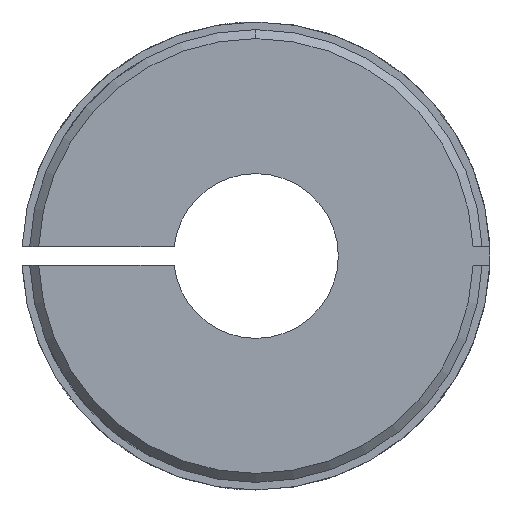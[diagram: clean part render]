
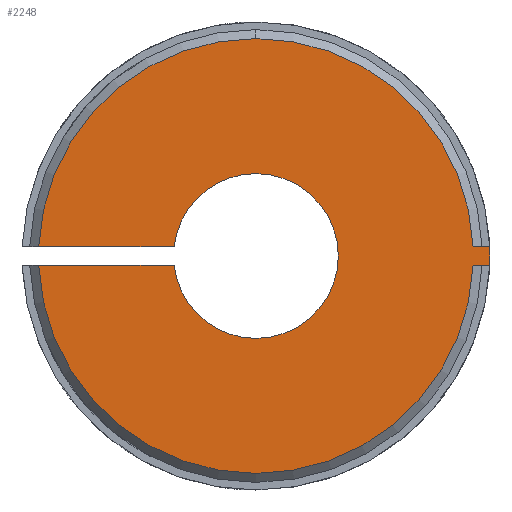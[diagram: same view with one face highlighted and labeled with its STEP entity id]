
A CAD part, front view. The second image highlights one B-rep face of the part: STEP entity #2248.
In plain terms, the highlighted planar face has unit normal (0, -1, 0).
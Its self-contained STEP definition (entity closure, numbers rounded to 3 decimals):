
#27 = CIRCLE ( 'NONE', #1704, 18.478 ) ;
#28 = EDGE_CURVE ( 'NONE', #1888, #2169, #1789, .T. ) ;
#254 = DIRECTION ( 'NONE',  ( 0., 1., 0. ) ) ;
#292 = EDGE_CURVE ( 'NONE', #2411, #1888, #1081, .T. ) ;
#297 = DIRECTION ( 'NONE',  ( 0., 1., 0. ) ) ;
#485 = EDGE_CURVE ( 'NONE', #1731, #2797, #2768, .T. ) ;
#590 = AXIS2_PLACEMENT_3D ( 'NONE', #3909, #297, #2423 ) ;
#612 = ORIENTED_EDGE ( 'NONE', *, *, #292, .F. ) ;
#627 = ORIENTED_EDGE ( 'NONE', *, *, #3875, .T. ) ;
#632 = CARTESIAN_POINT ( 'NONE',  ( 19.224, 0., 0.8 ) ) ;
#664 = LINE ( 'NONE', #3444, #2974 ) ;
#694 = EDGE_LOOP ( 'NONE', ( #1834, #627, #1035, #1920, #612, #1068, #993, #3113, #1334, #2077, #1687 ) ) ;
#723 = CARTESIAN_POINT ( 'NONE',  ( 0., 0., 0. ) ) ;
#825 = DIRECTION ( 'NONE',  ( -1., 0., 0. ) ) ;
#943 = DIRECTION ( 'NONE',  ( 0., 0., 1. ) ) ;
#958 = VERTEX_POINT ( 'NONE', #1073 ) ;
#974 = CIRCLE ( 'NONE', #3260, 7. ) ;
#993 = ORIENTED_EDGE ( 'NONE', *, *, #485, .T. ) ;
#1013 = DIRECTION ( 'NONE',  ( 0., 0., 1. ) ) ;
#1035 = ORIENTED_EDGE ( 'NONE', *, *, #1804, .F. ) ;
#1068 = ORIENTED_EDGE ( 'NONE', *, *, #2730, .T. ) ;
#1073 = CARTESIAN_POINT ( 'NONE',  ( 0., 0., 7. ) ) ;
#1081 = LINE ( 'NONE', #632, #3223 ) ;
#1095 = AXIS2_PLACEMENT_3D ( 'NONE', #723, #2839, #1013 ) ;
#1159 = CARTESIAN_POINT ( 'NONE',  ( -6.954, 0., -0.8 ) ) ;
#1191 = VERTEX_POINT ( 'NONE', #1742 ) ;
#1207 = CARTESIAN_POINT ( 'NONE',  ( 0., 0., 0. ) ) ;
#1258 = CIRCLE ( 'NONE', #1095, 18.478 ) ;
#1262 = EDGE_CURVE ( 'NONE', #2797, #3660, #1547, .T. ) ;
#1272 = CARTESIAN_POINT ( 'NONE',  ( -18.461, 0., -0.8 ) ) ;
#1331 = DIRECTION ( 'NONE',  ( -1., 0., 0. ) ) ;
#1334 = ORIENTED_EDGE ( 'NONE', *, *, #3487, .T. ) ;
#1452 = CARTESIAN_POINT ( 'NONE',  ( 0., 0., 0. ) ) ;
#1467 = EDGE_CURVE ( 'NONE', #2012, #3720, #3884, .T. ) ;
#1527 = DIRECTION ( 'NONE',  ( 0., 0., 1. ) ) ;
#1532 = DIRECTION ( 'NONE',  ( 1., 0., 0. ) ) ;
#1547 = LINE ( 'NONE', #3532, #3840 ) ;
#1582 = CARTESIAN_POINT ( 'NONE',  ( 0., 0., 0. ) ) ;
#1646 = DIRECTION ( 'NONE',  ( 0., -1., 0. ) ) ;
#1687 = ORIENTED_EDGE ( 'NONE', *, *, #2128, .T. ) ;
#1704 = AXIS2_PLACEMENT_3D ( 'NONE', #3441, #1646, #3746 ) ;
#1731 = VERTEX_POINT ( 'NONE', #2821 ) ;
#1742 = CARTESIAN_POINT ( 'NONE',  ( 0., 0., -7. ) ) ;
#1789 = CIRCLE ( 'NONE', #3330, 19.888 ) ;
#1804 = EDGE_CURVE ( 'NONE', #2169, #2668, #664, .T. ) ;
#1825 = CARTESIAN_POINT ( 'NONE',  ( 18.461, 0., 0.8 ) ) ;
#1834 = ORIENTED_EDGE ( 'NONE', *, *, #1467, .T. ) ;
#1888 = VERTEX_POINT ( 'NONE', #2569 ) ;
#1900 = DIRECTION ( 'NONE',  ( 0., 0., 1. ) ) ;
#1920 = ORIENTED_EDGE ( 'NONE', *, *, #28, .F. ) ;
#2012 = VERTEX_POINT ( 'NONE', #1159 ) ;
#2077 = ORIENTED_EDGE ( 'NONE', *, *, #3795, .T. ) ;
#2081 = CARTESIAN_POINT ( 'NONE',  ( 0., 0., 0. ) ) ;
#2108 = PLANE ( 'NONE',  #590 ) ;
#2128 = EDGE_CURVE ( 'NONE', #1191, #2012, #2310, .T. ) ;
#2169 = VERTEX_POINT ( 'NONE', #2973 ) ;
#2181 = CARTESIAN_POINT ( 'NONE',  ( -6.954, 0., 0.8 ) ) ;
#2187 = DIRECTION ( 'NONE',  ( 0., 1., 0. ) ) ;
#2201 = AXIS2_PLACEMENT_3D ( 'NONE', #3629, #2397, #2427 ) ;
#2248 = ADVANCED_FACE ( 'NONE', ( #2920 ), #2108, .F. ) ;
#2310 = CIRCLE ( 'NONE', #3480, 7. ) ;
#2375 = DIRECTION ( 'NONE',  ( 0., 0., 1. ) ) ;
#2397 = DIRECTION ( 'NONE',  ( 0., -1., 0. ) ) ;
#2411 = VERTEX_POINT ( 'NONE', #1825 ) ;
#2423 = DIRECTION ( 'NONE',  ( 0., 0., 1. ) ) ;
#2427 = DIRECTION ( 'NONE',  ( 0., 0., 1. ) ) ;
#2512 = CARTESIAN_POINT ( 'NONE',  ( 18.461, 0., -0.8 ) ) ;
#2549 = CIRCLE ( 'NONE', #3597, 7. ) ;
#2569 = CARTESIAN_POINT ( 'NONE',  ( 19.872, 0., 0.8 ) ) ;
#2654 = CARTESIAN_POINT ( 'NONE',  ( -6.954, 0., -0.8 ) ) ;
#2668 = VERTEX_POINT ( 'NONE', #2512 ) ;
#2730 = EDGE_CURVE ( 'NONE', #2411, #1731, #1258, .T. ) ;
#2768 = CIRCLE ( 'NONE', #2201, 18.478 ) ;
#2797 = VERTEX_POINT ( 'NONE', #2850 ) ;
#2821 = CARTESIAN_POINT ( 'NONE',  ( 0., 0., 18.478 ) ) ;
#2839 = DIRECTION ( 'NONE',  ( 0., -1., 0. ) ) ;
#2850 = CARTESIAN_POINT ( 'NONE',  ( -18.461, 0., 0.8 ) ) ;
#2920 = FACE_OUTER_BOUND ( 'NONE', #694, .T. ) ;
#2973 = CARTESIAN_POINT ( 'NONE',  ( 19.872, 0., -0.8 ) ) ;
#2974 = VECTOR ( 'NONE', #1331, 1000. ) ;
#3113 = ORIENTED_EDGE ( 'NONE', *, *, #1262, .T. ) ;
#3223 = VECTOR ( 'NONE', #1532, 1000. ) ;
#3260 = AXIS2_PLACEMENT_3D ( 'NONE', #1207, #3323, #1527 ) ;
#3276 = VECTOR ( 'NONE', #825, 1000. ) ;
#3323 = DIRECTION ( 'NONE',  ( 0., 1., 0. ) ) ;
#3330 = AXIS2_PLACEMENT_3D ( 'NONE', #1452, #2187, #943 ) ;
#3441 = CARTESIAN_POINT ( 'NONE',  ( 0., 0., 0. ) ) ;
#3444 = CARTESIAN_POINT ( 'NONE',  ( 19.872, 0., -0.8 ) ) ;
#3480 = AXIS2_PLACEMENT_3D ( 'NONE', #2081, #254, #2375 ) ;
#3487 = EDGE_CURVE ( 'NONE', #3660, #958, #974, .T. ) ;
#3532 = CARTESIAN_POINT ( 'NONE',  ( -19.872, 0., 0.8 ) ) ;
#3545 = DIRECTION ( 'NONE',  ( 1., 0., 0. ) ) ;
#3597 = AXIS2_PLACEMENT_3D ( 'NONE', #1582, #3689, #1900 ) ;
#3629 = CARTESIAN_POINT ( 'NONE',  ( 0., 0., 0. ) ) ;
#3660 = VERTEX_POINT ( 'NONE', #2181 ) ;
#3689 = DIRECTION ( 'NONE',  ( 0., 1., 0. ) ) ;
#3720 = VERTEX_POINT ( 'NONE', #1272 ) ;
#3746 = DIRECTION ( 'NONE',  ( 0., 0., 1. ) ) ;
#3795 = EDGE_CURVE ( 'NONE', #958, #1191, #2549, .T. ) ;
#3840 = VECTOR ( 'NONE', #3545, 1000. ) ;
#3875 = EDGE_CURVE ( 'NONE', #3720, #2668, #27, .T. ) ;
#3884 = LINE ( 'NONE', #2654, #3276 ) ;
#3909 = CARTESIAN_POINT ( 'NONE',  ( 0., 0., 0. ) ) ;
